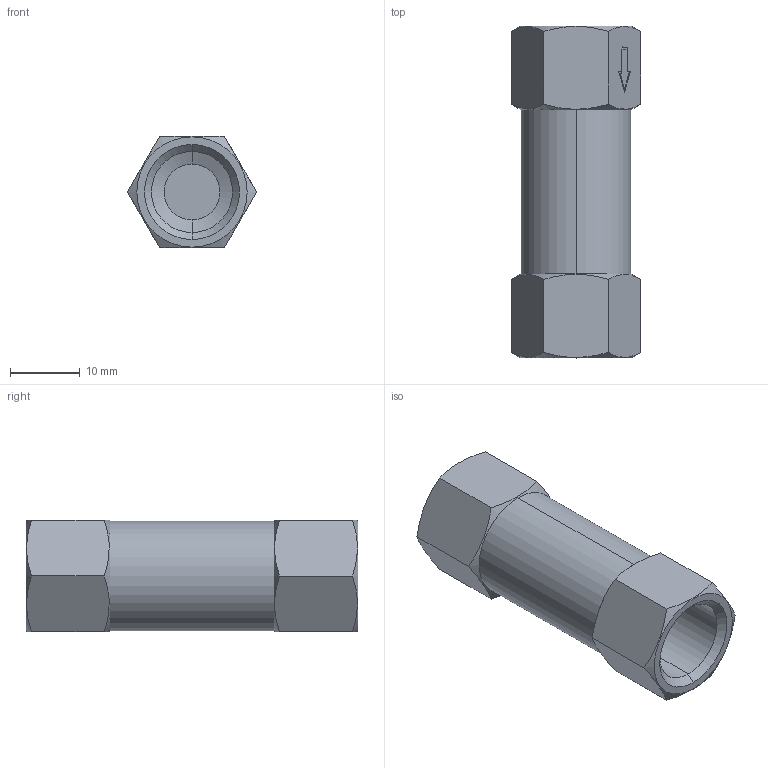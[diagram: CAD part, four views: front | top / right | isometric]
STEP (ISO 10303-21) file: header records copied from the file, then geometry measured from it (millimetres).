
FILE_DESCRIPTION (( 'STEP AP203' ), '1' );
FILE_NAME ('X4130002.STEP', '2010-05-24T11:50:58', ( 'SP' ), ( 'sopra-pneumatic' ), 'SwSTEP 2.0', 'SolidWorks 2009', '' );
FILE_SCHEMA (( 'CONFIG_CONTROL_DESIGN' ));
Length unit declared in the file: millimetre
Products named in the file (1): X4130002
Bounding box: 18.48 x 47.5 x 16 mm (x, y, z)
Volume: 7381.8 mm3; surface area: 3721.1 mm2
Topology: 1 solids, 1 shells, 59 faces, 142 edges, 90 vertices
Faces by surface type: plane 33, cone 16, cylinder 10
Entity records: 1979 total; most frequent: CARTESIAN_POINT 564, ORIENTED_EDGE 284, DIRECTION 260, EDGE_CURVE 142, VERTEX_POINT 90, AXIS2_PLACEMENT_3D 90, VECTOR 80, LINE 80
